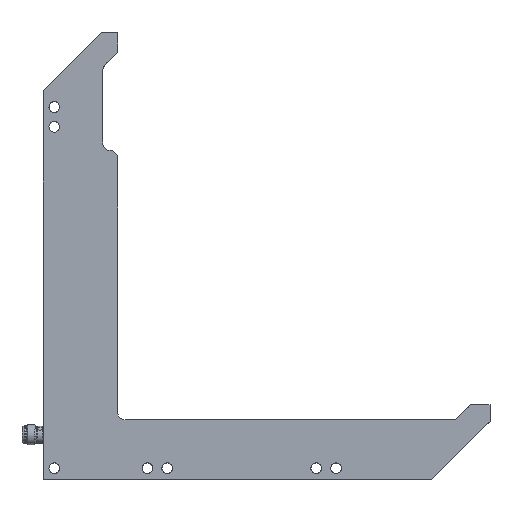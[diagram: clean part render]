
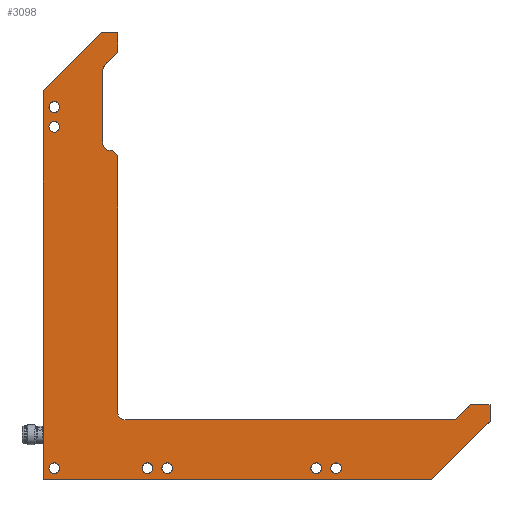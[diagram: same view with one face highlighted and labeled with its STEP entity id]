
A CAD part, top view. The second image highlights one B-rep face of the part: STEP entity #3098.
In plain terms, the highlighted planar face has unit normal (0, 0, 1).
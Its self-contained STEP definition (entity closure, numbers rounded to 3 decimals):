
#106=LINE('',#4762,#288);
#110=LINE('',#4778,#292);
#113=LINE('',#4786,#295);
#116=LINE('',#4792,#298);
#120=LINE('',#4800,#302);
#122=LINE('',#4807,#304);
#126=LINE('',#4815,#308);
#129=LINE('',#4821,#311);
#132=LINE('',#4828,#314);
#137=LINE('',#4922,#319);
#143=LINE('',#4937,#325);
#145=LINE('',#4954,#327);
#149=LINE('',#4968,#331);
#288=VECTOR('',#3801,156.5);
#292=VECTOR('',#3815,33.234);
#295=VECTOR('',#3822,6.5);
#298=VECTOR('',#3827,8.);
#302=VECTOR('',#3833,7.243);
#304=VECTOR('',#3839,8.);
#308=VECTOR('',#3845,6.5);
#311=VECTOR('',#3850,33.234);
#314=VECTOR('',#3857,156.5);
#319=VECTOR('',#3976,102.5);
#325=VECTOR('',#3990,131.757);
#327=VECTOR('',#4008,29.257);
#331=VECTOR('',#4024,7.243);
#475=PLANE('',#3401);
#594=FACE_BOUND('',#997,.T.);
#595=FACE_BOUND('',#998,.T.);
#596=FACE_BOUND('',#999,.T.);
#597=FACE_BOUND('',#1000,.T.);
#598=FACE_BOUND('',#1001,.T.);
#599=FACE_BOUND('',#1002,.T.);
#600=FACE_BOUND('',#1003,.T.);
#738=FACE_OUTER_BOUND('',#996,.T.);
#996=EDGE_LOOP('',(#2298,#2299,#2300,#2301,#2302,#2303,#2304,#2305,#2306,
#2307,#2308,#2309,#2310,#2311,#2312,#2313,#2314,#2315));
#997=EDGE_LOOP('',(#2316));
#998=EDGE_LOOP('',(#2317));
#999=EDGE_LOOP('',(#2318));
#1000=EDGE_LOOP('',(#2319));
#1001=EDGE_LOOP('',(#2320));
#1002=EDGE_LOOP('',(#2321));
#1003=EDGE_LOOP('',(#2322));
#1260=CIRCLE('',#3334,2.15);
#1262=CIRCLE('',#3337,2.15);
#1264=CIRCLE('',#3340,2.15);
#1270=CIRCLE('',#3359,2.15);
#1271=CIRCLE('',#3363,2.15);
#1272=CIRCLE('',#3367,2.15);
#1273=CIRCLE('',#3371,2.15);
#1278=CIRCLE('',#3388,3.);
#1284=CIRCLE('',#3396,3.);
#1286=CIRCLE('',#3400,3.);
#1287=CIRCLE('',#3402,3.);
#1288=CIRCLE('',#3403,3.);
#1429=VERTEX_POINT('',#4760);
#1430=VERTEX_POINT('',#4761);
#1437=VERTEX_POINT('',#4777);
#1440=VERTEX_POINT('',#4785);
#1442=VERTEX_POINT('',#4791);
#1444=VERTEX_POINT('',#4797);
#1447=VERTEX_POINT('',#4805);
#1448=VERTEX_POINT('',#4806);
#1451=VERTEX_POINT('',#4814);
#1453=VERTEX_POINT('',#4820);
#1460=VERTEX_POINT('',#4839);
#1462=VERTEX_POINT('',#4844);
#1464=VERTEX_POINT('',#4849);
#1478=VERTEX_POINT('',#4882);
#1479=VERTEX_POINT('',#4887);
#1480=VERTEX_POINT('',#4892);
#1481=VERTEX_POINT('',#4897);
#1485=VERTEX_POINT('',#4918);
#1487=VERTEX_POINT('',#4921);
#1490=VERTEX_POINT('',#4929);
#1492=VERTEX_POINT('',#4934);
#1497=VERTEX_POINT('',#4950);
#1499=VERTEX_POINT('',#4953);
#1502=VERTEX_POINT('',#4961);
#1503=VERTEX_POINT('',#4966);
#1724=EDGE_CURVE('',#1429,#1430,#106,.T.);
#1732=EDGE_CURVE('',#1437,#1429,#110,.T.);
#1736=EDGE_CURVE('',#1440,#1437,#113,.T.);
#1739=EDGE_CURVE('',#1442,#1440,#116,.T.);
#1743=EDGE_CURVE('',#1444,#1442,#120,.T.);
#1746=EDGE_CURVE('',#1447,#1448,#122,.T.);
#1750=EDGE_CURVE('',#1451,#1447,#126,.T.);
#1753=EDGE_CURVE('',#1453,#1451,#129,.T.);
#1757=EDGE_CURVE('',#1430,#1453,#132,.T.);
#1763=EDGE_CURVE('',#1460,#1460,#1260,.T.);
#1765=EDGE_CURVE('',#1462,#1462,#1262,.T.);
#1767=EDGE_CURVE('',#1464,#1464,#1264,.T.);
#1781=EDGE_CURVE('',#1478,#1478,#1270,.T.);
#1784=EDGE_CURVE('',#1479,#1479,#1271,.T.);
#1787=EDGE_CURVE('',#1480,#1480,#1272,.T.);
#1790=EDGE_CURVE('',#1481,#1481,#1273,.T.);
#1799=EDGE_CURVE('',#1485,#1487,#137,.T.);
#1803=EDGE_CURVE('',#1487,#1490,#1278,.T.);
#1807=EDGE_CURVE('',#1490,#1492,#143,.T.);
#1813=EDGE_CURVE('',#1492,#1444,#1284,.T.);
#1815=EDGE_CURVE('',#1497,#1499,#145,.T.);
#1819=EDGE_CURVE('',#1499,#1502,#1286,.T.);
#1821=EDGE_CURVE('',#1502,#1485,#1287,.T.);
#1822=EDGE_CURVE('',#1503,#1497,#1288,.T.);
#1823=EDGE_CURVE('',#1448,#1503,#149,.T.);
#2298=ORIENTED_EDGE('',*,*,#1821,.F.);
#2299=ORIENTED_EDGE('',*,*,#1819,.F.);
#2300=ORIENTED_EDGE('',*,*,#1815,.F.);
#2301=ORIENTED_EDGE('',*,*,#1822,.F.);
#2302=ORIENTED_EDGE('',*,*,#1823,.F.);
#2303=ORIENTED_EDGE('',*,*,#1746,.F.);
#2304=ORIENTED_EDGE('',*,*,#1750,.F.);
#2305=ORIENTED_EDGE('',*,*,#1753,.F.);
#2306=ORIENTED_EDGE('',*,*,#1757,.F.);
#2307=ORIENTED_EDGE('',*,*,#1724,.F.);
#2308=ORIENTED_EDGE('',*,*,#1732,.F.);
#2309=ORIENTED_EDGE('',*,*,#1736,.F.);
#2310=ORIENTED_EDGE('',*,*,#1739,.F.);
#2311=ORIENTED_EDGE('',*,*,#1743,.F.);
#2312=ORIENTED_EDGE('',*,*,#1813,.F.);
#2313=ORIENTED_EDGE('',*,*,#1807,.F.);
#2314=ORIENTED_EDGE('',*,*,#1803,.F.);
#2315=ORIENTED_EDGE('',*,*,#1799,.F.);
#2316=ORIENTED_EDGE('',*,*,#1763,.T.);
#2317=ORIENTED_EDGE('',*,*,#1765,.T.);
#2318=ORIENTED_EDGE('',*,*,#1767,.T.);
#2319=ORIENTED_EDGE('',*,*,#1790,.T.);
#2320=ORIENTED_EDGE('',*,*,#1787,.T.);
#2321=ORIENTED_EDGE('',*,*,#1781,.T.);
#2322=ORIENTED_EDGE('',*,*,#1784,.T.);
#3098=ADVANCED_FACE('',(#738,#594,#595,#596,#597,#598,#599,#600),#475,.T.);
#3334=AXIS2_PLACEMENT_3D('',#4840,#3869,#3870);
#3337=AXIS2_PLACEMENT_3D('',#4845,#3875,#3876);
#3340=AXIS2_PLACEMENT_3D('',#4850,#3881,#3882);
#3359=AXIS2_PLACEMENT_3D('',#4883,#3919,#3920);
#3363=AXIS2_PLACEMENT_3D('',#4888,#3927,#3928);
#3367=AXIS2_PLACEMENT_3D('',#4893,#3935,#3936);
#3371=AXIS2_PLACEMENT_3D('',#4898,#3943,#3944);
#3388=AXIS2_PLACEMENT_3D('',#4930,#3983,#3984);
#3396=AXIS2_PLACEMENT_3D('',#4948,#4003,#4004);
#3400=AXIS2_PLACEMENT_3D('',#4962,#4015,#4016);
#3401=AXIS2_PLACEMENT_3D('',#4964,#4018,#4019);
#3402=AXIS2_PLACEMENT_3D('',#4965,#4020,#4021);
#3403=AXIS2_PLACEMENT_3D('',#4967,#4022,#4023);
#3801=DIRECTION('',(-1.,0.,0.));
#3815=DIRECTION('',(-0.707,-0.707,0.));
#3822=DIRECTION('',(0.,-1.,0.));
#3827=DIRECTION('',(1.,0.,0.));
#3833=DIRECTION('',(0.707,0.707,0.));
#3839=DIRECTION('',(0.,-1.,0.));
#3845=DIRECTION('',(1.,0.,0.));
#3850=DIRECTION('',(0.707,0.707,0.));
#3857=DIRECTION('',(0.,1.,0.));
#3869=DIRECTION('center_axis',(0.,0.,-1.));
#3870=DIRECTION('ref_axis',(-1.,0.,0.));
#3875=DIRECTION('center_axis',(0.,0.,-1.));
#3876=DIRECTION('ref_axis',(-1.,0.,0.));
#3881=DIRECTION('center_axis',(0.,0.,-1.));
#3882=DIRECTION('ref_axis',(-1.,0.,0.));
#3919=DIRECTION('center_axis',(0.,0.,-1.));
#3920=DIRECTION('ref_axis',(-1.,0.,0.));
#3927=DIRECTION('center_axis',(0.,0.,-1.));
#3928=DIRECTION('ref_axis',(-1.,0.,0.));
#3935=DIRECTION('center_axis',(0.,0.,-1.));
#3936=DIRECTION('ref_axis',(-1.,0.,0.));
#3943=DIRECTION('center_axis',(0.,0.,-1.));
#3944=DIRECTION('ref_axis',(-1.,0.,0.));
#3976=DIRECTION('',(0.,-1.,0.));
#3983=DIRECTION('center_axis',(0.,0.,1.));
#3984=DIRECTION('ref_axis',(-0.707,-0.707,0.));
#3990=DIRECTION('',(1.,0.,0.));
#4003=DIRECTION('center_axis',(0.,0.,1.));
#4004=DIRECTION('ref_axis',(0.383,-0.924,0.));
#4008=DIRECTION('',(0.,-1.,0.));
#4015=DIRECTION('center_axis',(0.,0.,1.));
#4016=DIRECTION('ref_axis',(-0.707,-0.707,0.));
#4018=DIRECTION('center_axis',(0.,0.,1.));
#4019=DIRECTION('ref_axis',(1.,0.,0.));
#4020=DIRECTION('center_axis',(0.,0.,-1.));
#4021=DIRECTION('ref_axis',(0.707,0.707,0.));
#4022=DIRECTION('center_axis',(0.,0.,1.));
#4023=DIRECTION('ref_axis',(-0.924,0.383,0.));
#4024=DIRECTION('',(-0.707,-0.707,0.));
#4760=CARTESIAN_POINT('',(156.5,0.,12.));
#4761=CARTESIAN_POINT('',(0.,0.,12.));
#4762=CARTESIAN_POINT('',(156.5,0.,12.));
#4777=CARTESIAN_POINT('',(180.,23.5,12.));
#4778=CARTESIAN_POINT('',(180.,23.5,12.));
#4785=CARTESIAN_POINT('',(180.,30.,12.));
#4786=CARTESIAN_POINT('',(180.,30.,12.));
#4791=CARTESIAN_POINT('',(172.,30.,12.));
#4792=CARTESIAN_POINT('',(172.,30.,12.));
#4797=CARTESIAN_POINT('',(166.879,24.879,12.));
#4800=CARTESIAN_POINT('',(166.879,24.879,12.));
#4805=CARTESIAN_POINT('',(30.,180.,12.));
#4806=CARTESIAN_POINT('',(30.,172.,12.));
#4807=CARTESIAN_POINT('',(30.,180.,12.));
#4814=CARTESIAN_POINT('',(23.5,180.,12.));
#4815=CARTESIAN_POINT('',(23.5,180.,12.));
#4820=CARTESIAN_POINT('',(0.,156.5,12.));
#4821=CARTESIAN_POINT('',(0.,156.5,12.));
#4828=CARTESIAN_POINT('',(0.,0.,12.));
#4839=CARTESIAN_POINT('',(6.65,4.5,12.));
#4840=CARTESIAN_POINT('Origin',(4.5,4.5,12.));
#4844=CARTESIAN_POINT('',(6.65,142.,12.));
#4845=CARTESIAN_POINT('Origin',(4.5,142.,12.));
#4849=CARTESIAN_POINT('',(6.65,150.,12.));
#4850=CARTESIAN_POINT('Origin',(4.5,150.,12.));
#4882=CARTESIAN_POINT('',(112.15,4.5,12.));
#4883=CARTESIAN_POINT('Origin',(110.,4.5,12.));
#4887=CARTESIAN_POINT('',(120.15,4.5,12.));
#4888=CARTESIAN_POINT('Origin',(118.,4.5,12.));
#4892=CARTESIAN_POINT('',(52.15,4.5,12.));
#4893=CARTESIAN_POINT('Origin',(50.,4.5,12.));
#4897=CARTESIAN_POINT('',(44.15,4.5,12.));
#4898=CARTESIAN_POINT('Origin',(42.,4.5,12.));
#4918=CARTESIAN_POINT('',(30.,129.5,12.));
#4921=CARTESIAN_POINT('',(30.,27.,12.));
#4922=CARTESIAN_POINT('',(30.,129.5,12.));
#4929=CARTESIAN_POINT('',(33.,24.,12.));
#4930=CARTESIAN_POINT('Origin',(33.,27.,12.));
#4934=CARTESIAN_POINT('',(164.757,24.,12.));
#4937=CARTESIAN_POINT('',(33.,24.,12.));
#4948=CARTESIAN_POINT('Origin',(164.757,27.,12.));
#4950=CARTESIAN_POINT('',(24.,164.757,12.));
#4953=CARTESIAN_POINT('',(24.,135.5,12.));
#4954=CARTESIAN_POINT('',(24.,164.757,12.));
#4961=CARTESIAN_POINT('',(27.,132.5,12.));
#4962=CARTESIAN_POINT('Origin',(27.,135.5,12.));
#4964=CARTESIAN_POINT('Origin',(56.992,56.992,12.));
#4965=CARTESIAN_POINT('Origin',(27.,129.5,12.));
#4966=CARTESIAN_POINT('',(24.879,166.879,12.));
#4967=CARTESIAN_POINT('Origin',(27.,164.757,12.));
#4968=CARTESIAN_POINT('',(30.,172.,12.));
